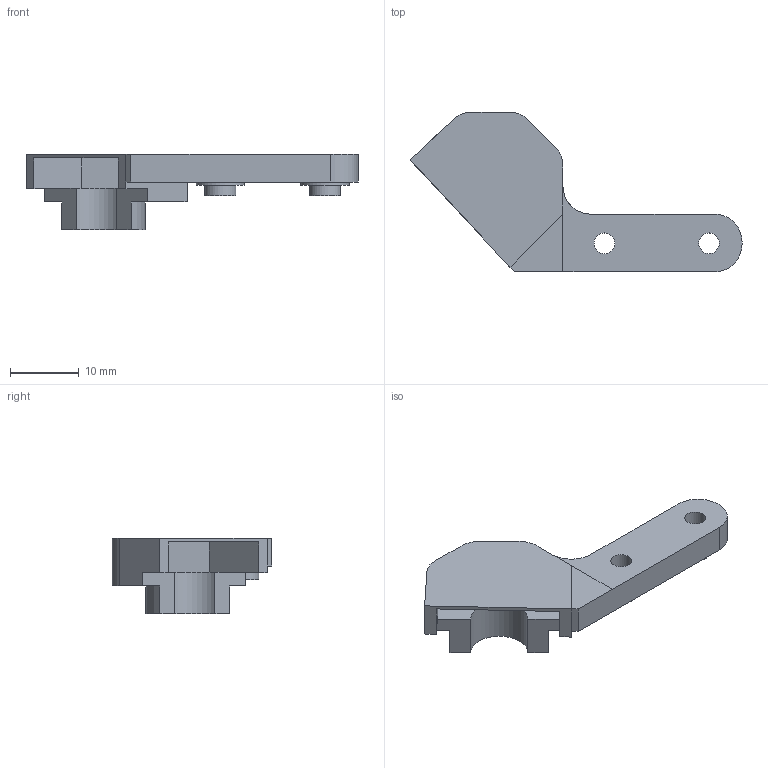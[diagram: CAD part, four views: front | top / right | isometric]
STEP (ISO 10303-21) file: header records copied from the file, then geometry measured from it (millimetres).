
FILE_DESCRIPTION(/* description */ (''),/* implementation_level */ '2;1');
FILE_NAME(/* name */ 'MPU6050_SV06_bed_mount.step',/* time_stamp */ '2024-02-09T00:00:00.000Z',/* author */ (''),/* organization */ (''),/* preprocessor_version */ 'ST-DEVELOPER v20',/* originating_system */ 'Autodesk Translation Framework v12.14.0.127',/* authorisation */ '');
FILE_SCHEMA (('AUTOMOTIVE_DESIGN { 1 0 10303 214 3 1 1 }'));
Length unit declared in the file: millimetre
Products named in the file (1): Hotbed Accelerometer MPU-6050 Mount ver2
Bounding box: 48.21 x 23.21 x 10.9 mm (x, y, z)
Volume: 2098.7 mm3; surface area: 2492.7 mm2
Topology: 1 solids, 1 shells, 46 faces, 117 edges, 77 vertices
Faces by surface type: plane 32, cylinder 14
Full cylindrical faces by diameter (mm): 3 x2, 4.5 x2, 7 x2
Entity records: 1423 total; most frequent: CARTESIAN_POINT 241, DIRECTION 240, ORIENTED_EDGE 234, EDGE_CURVE 117, LINE 88, VECTOR 88, VERTEX_POINT 77, AXIS2_PLACEMENT_3D 76
